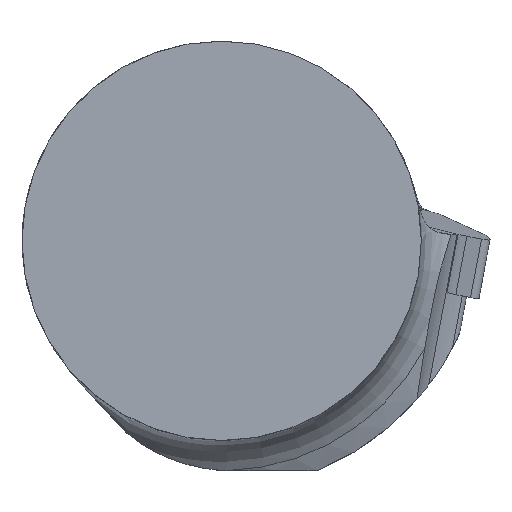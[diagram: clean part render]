
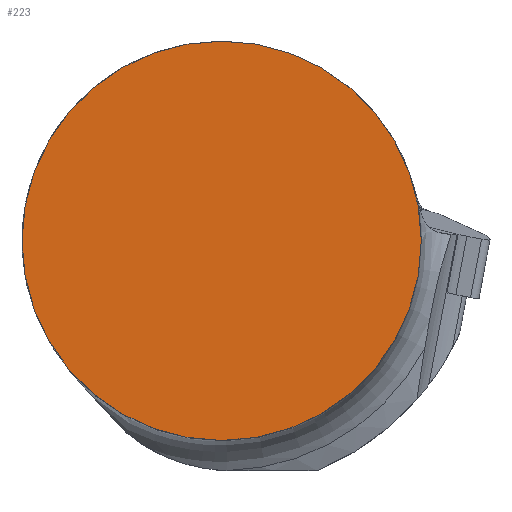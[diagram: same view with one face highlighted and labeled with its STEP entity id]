
A CAD part, top view. The second image highlights one B-rep face of the part: STEP entity #223.
In plain terms, the highlighted planar face has unit normal (0, 0, 1).
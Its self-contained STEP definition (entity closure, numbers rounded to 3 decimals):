
#223=ADVANCED_FACE('',(#350),#289,.F.);
#289=PLANE('',#1736);
#350=FACE_OUTER_BOUND('',#434,.T.);
#434=EDGE_LOOP('',(#696));
#512=CIRCLE('',#1732,20.);
#696=ORIENTED_EDGE('',*,*,#1229,.T.);
#1053=VERTEX_POINT('',#2656);
#1229=EDGE_CURVE('',#1053,#1053,#512,.T.);
#1732=AXIS2_PLACEMENT_3D('',#2655,#1993,#1994);
#1736=AXIS2_PLACEMENT_3D('',#2661,#2001,#2002);
#1993=DIRECTION('',(0.,0.,1.));
#1994=DIRECTION('',(1.,0.,0.));
#2001=DIRECTION('',(0.,0.,-1.));
#2002=DIRECTION('',(1.,0.,0.));
#2655=CARTESIAN_POINT('',(0.,0.,0.));
#2656=CARTESIAN_POINT('',(20.,0.,0.));
#2661=CARTESIAN_POINT('',(0.,0.,0.));
